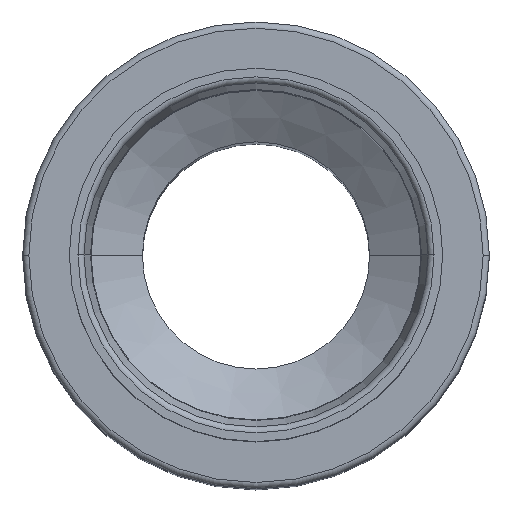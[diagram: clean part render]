
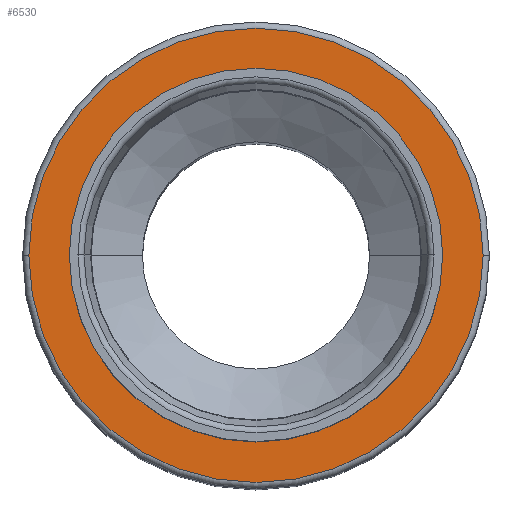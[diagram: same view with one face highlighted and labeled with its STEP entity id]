
A CAD part, top view. The second image highlights one B-rep face of the part: STEP entity #6530.
In plain terms, the highlighted face is planar.
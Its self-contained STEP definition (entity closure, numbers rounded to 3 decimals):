
#930=CARTESIAN_POINT('',(7.3,0.,7.9));
#940=VERTEX_POINT('',#930);
#990=CARTESIAN_POINT('',(0.,0.,7.9));
#1000=DIRECTION('',(0.,0.,-1.));
#1010=DIRECTION('',(-1.,0.,0.));
#1020=AXIS2_PLACEMENT_3D('',#990,#1000,#1010);
#1030=CIRCLE('',#1020,7.3);
#1040=CARTESIAN_POINT('',(-7.3,0.,7.9));
#1050=VERTEX_POINT('',#1040);
#1060=EDGE_CURVE('',#940,#1050,#1030,.T.);
#6080=CARTESIAN_POINT('',(6.,0.,7.9));
#6090=VERTEX_POINT('',#6080);
#6170=CARTESIAN_POINT('',(-6.,0.,7.9));
#6180=VERTEX_POINT('',#6170);
#6210=CARTESIAN_POINT('',(0.,0.,7.9));
#6220=DIRECTION('',(0.,0.,-1.));
#6230=DIRECTION('',(-1.,0.,0.));
#6240=AXIS2_PLACEMENT_3D('',#6210,#6220,#6230);
#6250=CIRCLE('',#6240,6.);
#6260=EDGE_CURVE('',#6090,#6180,#6250,.T.);
#6380=CARTESIAN_POINT('',(0.,4.,7.9));
#6390=DIRECTION('',(0.,0.,-1.));
#6400=DIRECTION('',(-1.,0.,0.));
#6410=AXIS2_PLACEMENT_3D('',#6380,#6390,#6400);
#6420=PLANE('',#6410);
#6430=EDGE_CURVE('',#6180,#6090,#6250,.T.);
#6440=ORIENTED_EDGE('',*,*,#6430,.F.);
#6450=ORIENTED_EDGE('',*,*,#6260,.F.);
#6460=EDGE_LOOP('',(#6450,#6440));
#6470=FACE_BOUND('',#6460,.T.);
#6480=EDGE_CURVE('',#1050,#940,#1030,.T.);
#6490=ORIENTED_EDGE('',*,*,#6480,.T.);
#6500=ORIENTED_EDGE('',*,*,#1060,.T.);
#6510=EDGE_LOOP('',(#6500,#6490));
#6520=FACE_OUTER_BOUND('',#6510,.T.);
#6530=ADVANCED_FACE('',(#6470,#6520),#6420,.T.);
